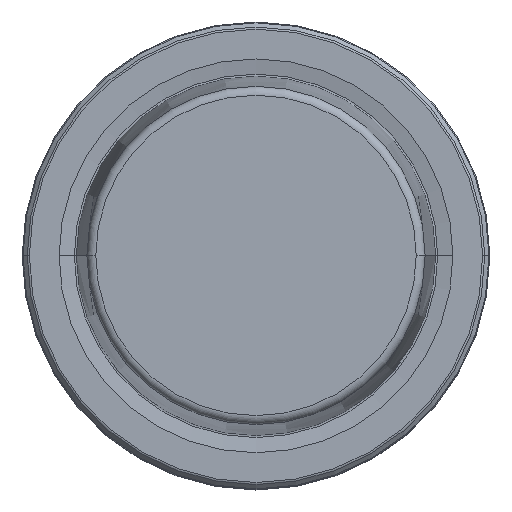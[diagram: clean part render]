
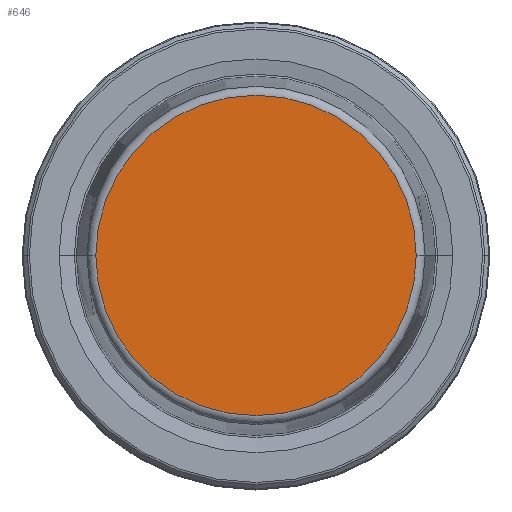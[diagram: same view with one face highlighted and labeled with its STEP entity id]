
A CAD part, top view. The second image highlights one B-rep face of the part: STEP entity #646.
In plain terms, the highlighted planar face has unit normal (0, 0, 1).
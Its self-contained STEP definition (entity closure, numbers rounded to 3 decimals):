
#12 = DIRECTION ( 'NONE',  ( 1., 0., 0. ) ) ;
#27 = DIRECTION ( 'NONE',  ( 0., 0., -1. ) ) ;
#61 = VERTEX_POINT ( 'NONE', #593 ) ;
#83 = DIRECTION ( 'NONE',  ( 0., 0., 1. ) ) ;
#173 = VERTEX_POINT ( 'NONE', #1001 ) ;
#224 = PLANE ( 'NONE',  #966 ) ;
#258 = ORIENTED_EDGE ( 'NONE', *, *, #1054, .T. ) ;
#422 = FACE_OUTER_BOUND ( 'NONE', #1143, .T. ) ;
#451 = AXIS2_PLACEMENT_3D ( 'NONE', #683, #83, #776 ) ;
#593 = CARTESIAN_POINT ( 'NONE',  ( 21.581, 0., 31.9 ) ) ;
#611 = DIRECTION ( 'NONE',  ( 0., 0., 1. ) ) ;
#646 = ADVANCED_FACE ( 'NONE', ( #422 ), #224, .F. ) ;
#683 = CARTESIAN_POINT ( 'NONE',  ( 0., 0., 31.9 ) ) ;
#694 = CIRCLE ( 'NONE', #780, 21.581 ) ;
#721 = DIRECTION ( 'NONE',  ( -1., 0., 0. ) ) ;
#760 = CIRCLE ( 'NONE', #451, 21.581 ) ;
#776 = DIRECTION ( 'NONE',  ( 1., 0., 0. ) ) ;
#780 = AXIS2_PLACEMENT_3D ( 'NONE', #1201, #611, #12 ) ;
#966 = AXIS2_PLACEMENT_3D ( 'NONE', #1117, #27, #721 ) ;
#1001 = CARTESIAN_POINT ( 'NONE',  ( -21.581, 0., 31.9 ) ) ;
#1015 = EDGE_CURVE ( 'NONE', #61, #173, #760, .T. ) ;
#1040 = ORIENTED_EDGE ( 'NONE', *, *, #1015, .T. ) ;
#1054 = EDGE_CURVE ( 'NONE', #173, #61, #694, .T. ) ;
#1117 = CARTESIAN_POINT ( 'NONE',  ( 0., 0., 31.9 ) ) ;
#1143 = EDGE_LOOP ( 'NONE', ( #1040, #258 ) ) ;
#1201 = CARTESIAN_POINT ( 'NONE',  ( 0., 0., 31.9 ) ) ;
